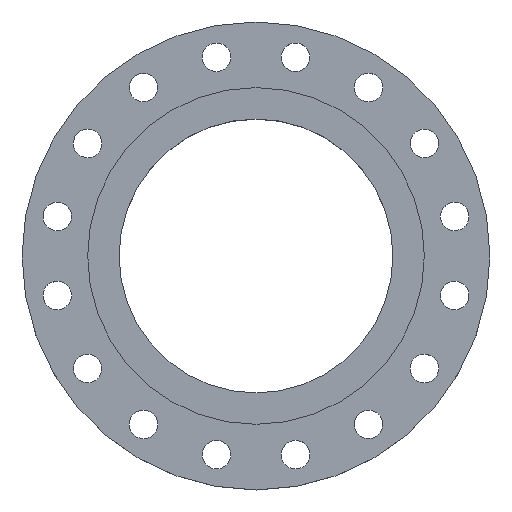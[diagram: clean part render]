
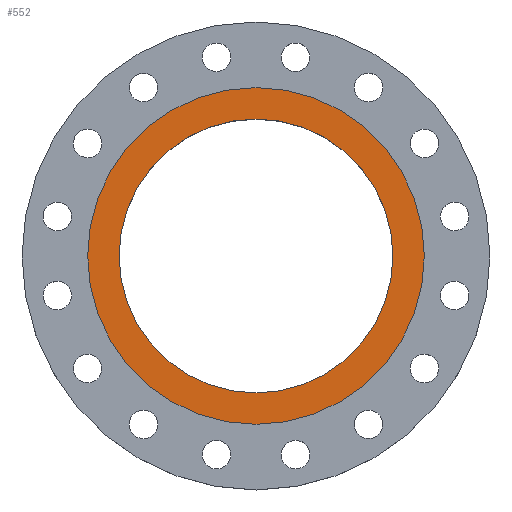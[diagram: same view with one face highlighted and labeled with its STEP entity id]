
A CAD part, top view. The second image highlights one B-rep face of the part: STEP entity #552.
In plain terms, the highlighted planar face has unit normal (0, 0, 1).
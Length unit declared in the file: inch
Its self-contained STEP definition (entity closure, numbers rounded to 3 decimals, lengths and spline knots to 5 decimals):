
#1 = VERTEX_POINT ( 'NONE', #196 ) ;
#34 = DIRECTION ( 'NONE',  ( 0., 0., 1. ) ) ;
#59 = ORIENTED_EDGE ( 'NONE', *, *, #782, .F. ) ;
#106 = ORIENTED_EDGE ( 'NONE', *, *, #883, .F. ) ;
#156 = DIRECTION ( 'NONE',  ( 0., 0., 1. ) ) ;
#173 = ORIENTED_EDGE ( 'NONE', *, *, #852, .T. ) ;
#177 = CIRCLE ( 'NONE', #983, 7.375 ) ;
#179 = AXIS2_PLACEMENT_3D ( 'NONE', #625, #1431, #525 ) ;
#196 = CARTESIAN_POINT ( 'NONE',  ( 6., 0., 0.0625 ) ) ;
#215 = DIRECTION ( 'NONE',  ( 1., 0., 0. ) ) ;
#252 = DIRECTION ( 'NONE',  ( 0., 0., 1. ) ) ;
#308 = FACE_OUTER_BOUND ( 'NONE', #1108, .T. ) ;
#353 = EDGE_CURVE ( 'NONE', #1298, #692, #177, .T. ) ;
#387 = CIRCLE ( 'NONE', #632, 7.375 ) ;
#396 = CARTESIAN_POINT ( 'NONE',  ( 0., 0., 0.0625 ) ) ;
#499 = EDGE_LOOP ( 'NONE', ( #59, #106 ) ) ;
#516 = CIRCLE ( 'NONE', #980, 6. ) ;
#525 = DIRECTION ( 'NONE',  ( 1., 0., 0. ) ) ;
#528 = CARTESIAN_POINT ( 'NONE',  ( -6., 0., 0.0625 ) ) ;
#533 = DIRECTION ( 'NONE',  ( 1., 0., 0. ) ) ;
#552 = ADVANCED_FACE ( 'NONE', ( #960, #308 ), #1181, .T. ) ;
#625 = CARTESIAN_POINT ( 'NONE',  ( 0., 0., 0.0625 ) ) ;
#632 = AXIS2_PLACEMENT_3D ( 'NONE', #396, #252, #1289 ) ;
#692 = VERTEX_POINT ( 'NONE', #995 ) ;
#782 = EDGE_CURVE ( 'NONE', #1545, #1, #927, .T. ) ;
#817 = ORIENTED_EDGE ( 'NONE', *, *, #353, .T. ) ;
#852 = EDGE_CURVE ( 'NONE', #692, #1298, #387, .T. ) ;
#883 = EDGE_CURVE ( 'NONE', #1, #1545, #516, .T. ) ;
#927 = CIRCLE ( 'NONE', #179, 6. ) ;
#942 = CARTESIAN_POINT ( 'NONE',  ( 0., 0., 0.0625 ) ) ;
#960 = FACE_BOUND ( 'NONE', #499, .T. ) ;
#964 = CARTESIAN_POINT ( 'NONE',  ( 0., 0., 0.0625 ) ) ;
#980 = AXIS2_PLACEMENT_3D ( 'NONE', #1328, #34, #1178 ) ;
#983 = AXIS2_PLACEMENT_3D ( 'NONE', #964, #1112, #215 ) ;
#995 = CARTESIAN_POINT ( 'NONE',  ( -7.375, 0., 0.0625 ) ) ;
#1012 = AXIS2_PLACEMENT_3D ( 'NONE', #942, #156, #533 ) ;
#1108 = EDGE_LOOP ( 'NONE', ( #173, #817 ) ) ;
#1112 = DIRECTION ( 'NONE',  ( 0., 0., 1. ) ) ;
#1178 = DIRECTION ( 'NONE',  ( 1., 0., 0. ) ) ;
#1181 = PLANE ( 'NONE',  #1012 ) ;
#1289 = DIRECTION ( 'NONE',  ( 1., 0., 0. ) ) ;
#1298 = VERTEX_POINT ( 'NONE', #1510 ) ;
#1328 = CARTESIAN_POINT ( 'NONE',  ( 0., 0., 0.0625 ) ) ;
#1431 = DIRECTION ( 'NONE',  ( 0., 0., 1. ) ) ;
#1510 = CARTESIAN_POINT ( 'NONE',  ( 7.375, 0., 0.0625 ) ) ;
#1545 = VERTEX_POINT ( 'NONE', #528 ) ;
